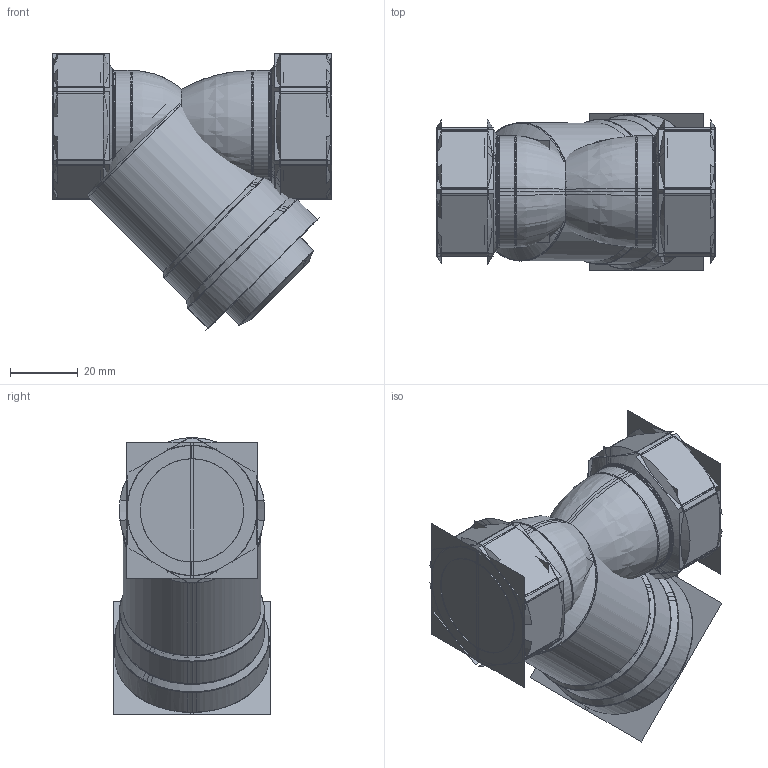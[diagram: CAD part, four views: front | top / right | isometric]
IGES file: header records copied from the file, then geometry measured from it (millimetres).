
Start section:  PTC IGES file: 577006 (IGS).igs
Global section: file name: 577006 (IGS).igs; native system: Creo Parametric by PTC Inc.; preprocessor: 2016380; author: sparenzan; organization: Unknown; date: 20180126.112236; units: millimetre
Bounding box: 82.65 x 46.48 x 81.8 mm (x, y, z)
Volume: 137966.3 mm3; surface area: 108831.1 mm2
Topology: 2 solids, 2 shells, 186 faces, 996 edges, 1284 vertices
Faces by surface type: revolution 130, bspline 56
